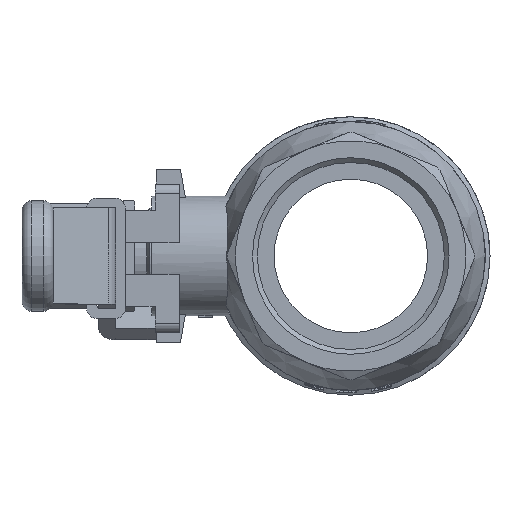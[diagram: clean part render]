
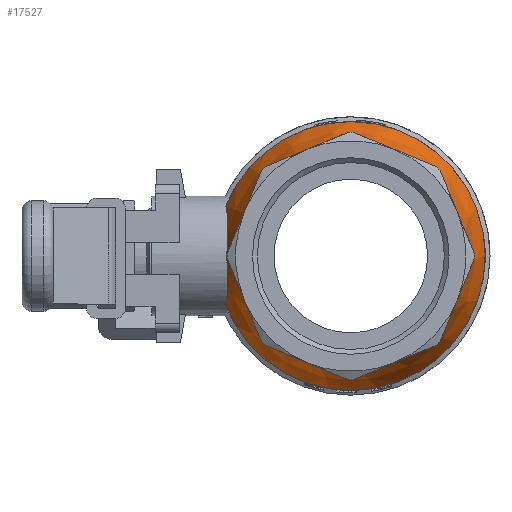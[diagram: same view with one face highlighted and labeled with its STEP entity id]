
A CAD part, left-side view. The second image highlights one B-rep face of the part: STEP entity #17527.
In plain terms, the highlighted conical face has half-angle 21.801 degrees and reference radius 24 mm.
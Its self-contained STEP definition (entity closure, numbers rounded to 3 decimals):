
#1109=B_SPLINE_CURVE_WITH_KNOTS('',3,(#27395,#27396,#27397,#27398,#27399,
#27400,#27401,#27402),.UNSPECIFIED.,.F.,.F.,(4,1,1,1,1,4),(0.,
0.003,0.006,0.012,0.018,
0.024),.UNSPECIFIED.);
#4660=CONICAL_SURFACE('',#18787,24.,0.381);
#5057=ORIENTED_EDGE('',*,*,#10402,.T.);
#5058=ORIENTED_EDGE('',*,*,#10318,.F.);
#5059=ORIENTED_EDGE('',*,*,#10403,.F.);
#10318=EDGE_CURVE('',#13022,#13023,#1109,.T.);
#10402=EDGE_CURVE('',#13022,#13023,#14829,.T.);
#10403=EDGE_CURVE('',#13089,#13089,#14830,.T.);
#13022=VERTEX_POINT('',#27403);
#13023=VERTEX_POINT('',#27404);
#13089=VERTEX_POINT('',#27635);
#14829=CIRCLE('',#18788,28.);
#14830=CIRCLE('',#18789,24.);
#15193=EDGE_LOOP('',(#5057,#5058));
#15194=EDGE_LOOP('',(#5059));
#16322=FACE_BOUND('',#15193,.T.);
#16323=FACE_BOUND('',#15194,.T.);
#17527=ADVANCED_FACE('',(#16322,#16323),#4660,.T.);
#18787=AXIS2_PLACEMENT_3D('',#27632,#21398,#21399);
#18788=AXIS2_PLACEMENT_3D('',#27633,#21400,#21401);
#18789=AXIS2_PLACEMENT_3D('',#27634,#21402,#21403);
#21398=DIRECTION('',(0.,1.,0.));
#21399=DIRECTION('',(1.,0.,0.));
#21400=DIRECTION('',(0.,-1.,0.));
#21401=DIRECTION('',(0.,0.,-1.));
#21402=DIRECTION('',(0.,-1.,0.));
#21403=DIRECTION('',(0.,0.,-1.));
#27395=CARTESIAN_POINT('',(-10.356,-7.,26.014));
#27396=CARTESIAN_POINT('',(-9.785,-7.844,25.878));
#27397=CARTESIAN_POINT('',(-8.457,-9.372,25.724));
#27398=CARTESIAN_POINT('',(-5.083,-11.742,25.71));
#27399=CARTESIAN_POINT('',(-0.006,-13.007,25.861));
#27400=CARTESIAN_POINT('',(6.108,-11.483,25.678));
#27401=CARTESIAN_POINT('',(9.215,-8.689,25.742));
#27402=CARTESIAN_POINT('',(10.356,-7.,26.014));
#27403=CARTESIAN_POINT('',(-10.356,-7.,26.014));
#27404=CARTESIAN_POINT('',(10.356,-7.,26.014));
#27632=CARTESIAN_POINT('',(0.,-17.,0.));
#27633=CARTESIAN_POINT('',(0.,-7.,0.));
#27634=CARTESIAN_POINT('',(0.,-17.,0.));
#27635=CARTESIAN_POINT('',(0.,-17.,-24.));
